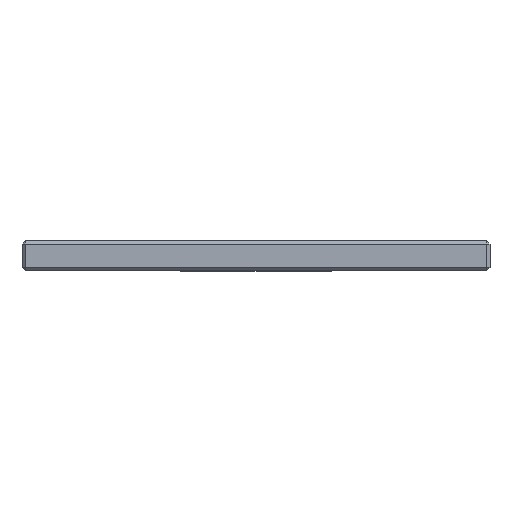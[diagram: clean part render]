
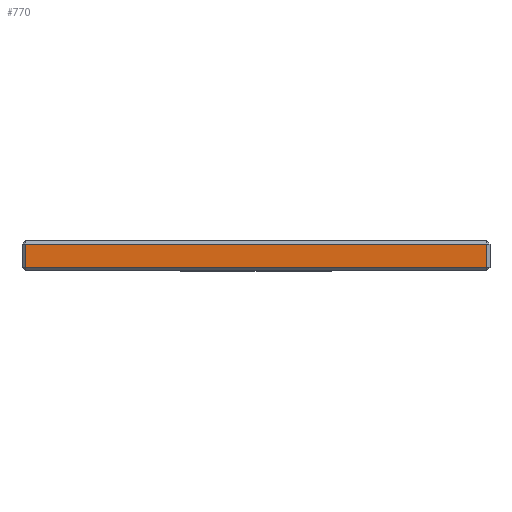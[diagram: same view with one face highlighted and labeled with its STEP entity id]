
A CAD part, top view. The second image highlights one B-rep face of the part: STEP entity #770.
In plain terms, the highlighted planar face has unit normal (0, 0, 1).
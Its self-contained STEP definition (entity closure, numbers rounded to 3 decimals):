
#14 = LINE ( 'NONE', #1568, #1838 ) ;
#110 = EDGE_CURVE ( 'NONE', #887, #1650, #663, .T. ) ;
#158 = DIRECTION ( 'NONE',  ( 0., 0., -1. ) ) ;
#213 = CARTESIAN_POINT ( 'NONE',  ( -37.5, 0.5, 38. ) ) ;
#434 = VECTOR ( 'NONE', #1635, 1000. ) ;
#464 = EDGE_CURVE ( 'NONE', #1650, #1189, #1347, .T. ) ;
#466 = VECTOR ( 'NONE', #1695, 1000. ) ;
#474 = EDGE_CURVE ( 'NONE', #1189, #585, #14, .T. ) ;
#519 = AXIS2_PLACEMENT_3D ( 'NONE', #919, #158, #1190 ) ;
#567 = CARTESIAN_POINT ( 'NONE',  ( -37.5, 4.263, 38. ) ) ;
#585 = VERTEX_POINT ( 'NONE', #213 ) ;
#623 = ORIENTED_EDGE ( 'NONE', *, *, #110, .T. ) ;
#663 = LINE ( 'NONE', #1075, #466 ) ;
#682 = ORIENTED_EDGE ( 'NONE', *, *, #464, .T. ) ;
#686 = EDGE_CURVE ( 'NONE', #585, #887, #1462, .T. ) ;
#770 = ADVANCED_FACE ( 'NONE', ( #890 ), #1034, .F. ) ;
#814 = DIRECTION ( 'NONE',  ( 0., -1., 0. ) ) ;
#887 = VERTEX_POINT ( 'NONE', #1699 ) ;
#890 = FACE_OUTER_BOUND ( 'NONE', #1499, .T. ) ;
#905 = ORIENTED_EDGE ( 'NONE', *, *, #474, .T. ) ;
#919 = CARTESIAN_POINT ( 'NONE',  ( -38., 4.763, 38. ) ) ;
#1034 = PLANE ( 'NONE',  #519 ) ;
#1075 = CARTESIAN_POINT ( 'NONE',  ( 37.5, 4.763, 38. ) ) ;
#1189 = VERTEX_POINT ( 'NONE', #567 ) ;
#1190 = DIRECTION ( 'NONE',  ( -1., 0., 0. ) ) ;
#1296 = VECTOR ( 'NONE', #1875, 1000. ) ;
#1347 = LINE ( 'NONE', #1781, #434 ) ;
#1462 = LINE ( 'NONE', #1740, #1296 ) ;
#1482 = CARTESIAN_POINT ( 'NONE',  ( 37.5, 4.263, 38. ) ) ;
#1499 = EDGE_LOOP ( 'NONE', ( #1595, #623, #682, #905 ) ) ;
#1568 = CARTESIAN_POINT ( 'NONE',  ( -37.5, 4.763, 38. ) ) ;
#1595 = ORIENTED_EDGE ( 'NONE', *, *, #686, .T. ) ;
#1635 = DIRECTION ( 'NONE',  ( -1., 0., 0. ) ) ;
#1650 = VERTEX_POINT ( 'NONE', #1482 ) ;
#1695 = DIRECTION ( 'NONE',  ( 0., 1., 0. ) ) ;
#1699 = CARTESIAN_POINT ( 'NONE',  ( 37.5, 0.5, 38. ) ) ;
#1740 = CARTESIAN_POINT ( 'NONE',  ( 38., 0.5, 38. ) ) ;
#1781 = CARTESIAN_POINT ( 'NONE',  ( -38., 4.263, 38. ) ) ;
#1838 = VECTOR ( 'NONE', #814, 1000. ) ;
#1875 = DIRECTION ( 'NONE',  ( 1., 0., 0. ) ) ;
